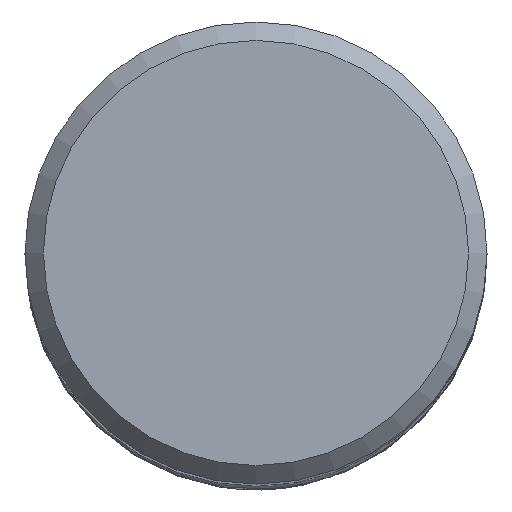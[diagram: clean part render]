
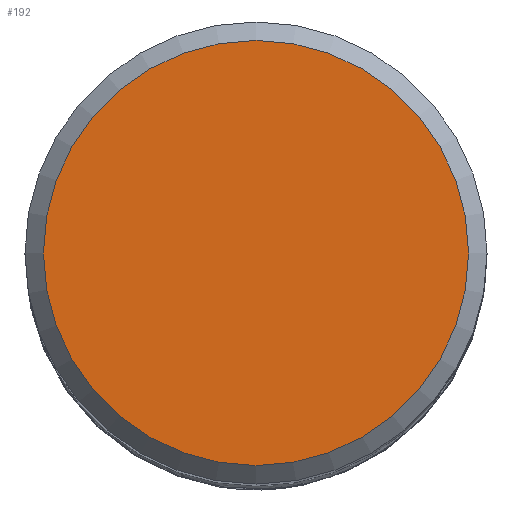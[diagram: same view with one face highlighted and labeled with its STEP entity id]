
A CAD part, top view. The second image highlights one B-rep face of the part: STEP entity #192.
In plain terms, the highlighted planar face has unit normal (0, 0, 1).
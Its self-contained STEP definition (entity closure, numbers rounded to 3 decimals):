
#192=ADVANCED_FACE('CU_SU3',(#203),#201,.F.);
#201=PLANE('',#511);
#203=FACE_OUTER_BOUND('',#245,.T.);
#245=EDGE_LOOP('',(#293));
#293=ORIENTED_EDGE('',*,*,#347,.F.);
#322=VERTEX_POINT('',#722);
#347=EDGE_CURVE('',#322,#322,#371,.T.);
#371=CIRCLE('',#510,11.497);
#510=AXIS2_PLACEMENT_3D('',#721,#619,#620);
#511=AXIS2_PLACEMENT_3D('',#723,#621,#622);
#619=DIRECTION('',(0.,0.,-1.));
#620=DIRECTION('',(1.,0.,0.));
#621=DIRECTION('',(0.,0.,-1.));
#622=DIRECTION('',(-1.,0.,0.));
#721=CARTESIAN_POINT('',(0.,0.,0.));
#722=CARTESIAN_POINT('',(11.497,0.,0.));
#723=CARTESIAN_POINT('',(0.,0.,0.));
